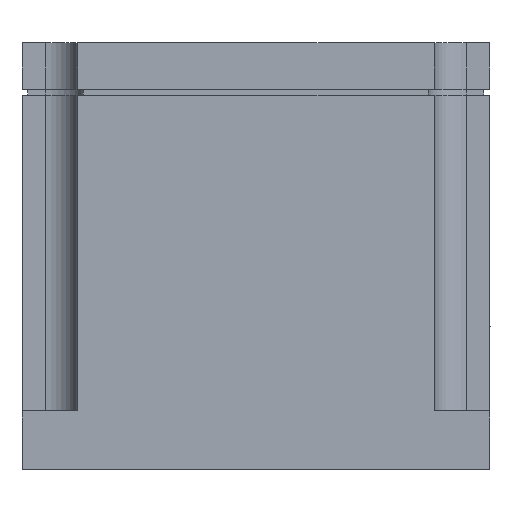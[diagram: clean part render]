
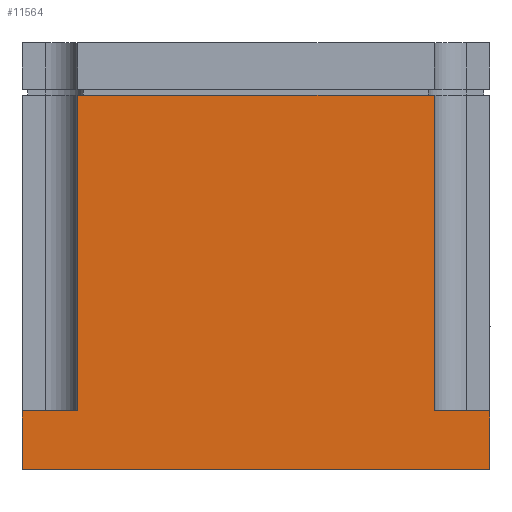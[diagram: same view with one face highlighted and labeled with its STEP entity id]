
A CAD part, left-side view. The second image highlights one B-rep face of the part: STEP entity #11564.
In plain terms, the highlighted planar face has unit normal (-1, 0, 0).
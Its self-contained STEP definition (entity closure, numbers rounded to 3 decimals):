
#1309 = EDGE_CURVE ( 'NONE', #21420, #31814, #21433, .T. ) ;
#1779 = EDGE_CURVE ( 'NONE', #11547, #10242, #22459, .T. ) ;
#1799 = VERTEX_POINT ( 'NONE', #15039 ) ;
#2034 = VERTEX_POINT ( 'NONE', #35473 ) ;
#3761 = CARTESIAN_POINT ( 'NONE',  ( 0., -4.75, 5. ) ) ;
#4155 = CARTESIAN_POINT ( 'NONE',  ( 0., -40., 0. ) ) ;
#4269 = CARTESIAN_POINT ( 'NONE',  ( 0., -35.25, 22. ) ) ;
#4661 = CARTESIAN_POINT ( 'NONE',  ( 0., -35.25, 5. ) ) ;
#5061 = LINE ( 'NONE', #17015, #9106 ) ;
#5581 = PLANE ( 'NONE',  #41036 ) ;
#5715 = DIRECTION ( 'NONE',  ( 0., 1., 0. ) ) ;
#5860 = EDGE_LOOP ( 'NONE', ( #14755, #11448, #15218, #27915, #26257, #40474, #28307, #21803 ) ) ;
#6196 = DIRECTION ( 'NONE',  ( 0., 0., 1. ) ) ;
#6898 = VERTEX_POINT ( 'NONE', #4155 ) ;
#7121 = DIRECTION ( 'NONE',  ( 0., -1., 0. ) ) ;
#7898 = EDGE_CURVE ( 'NONE', #1799, #11547, #30824, .T. ) ;
#8858 = VECTOR ( 'NONE', #6196, 1000. ) ;
#9106 = VECTOR ( 'NONE', #7121, 1000. ) ;
#9546 = CARTESIAN_POINT ( 'NONE',  ( 0., -4.75, 22. ) ) ;
#10242 = VERTEX_POINT ( 'NONE', #3761 ) ;
#10359 = DIRECTION ( 'NONE',  ( 0., 0., -1. ) ) ;
#11448 = ORIENTED_EDGE ( 'NONE', *, *, #38448, .F. ) ;
#11547 = VERTEX_POINT ( 'NONE', #40861 ) ;
#11564 = ADVANCED_FACE ( 'NONE', ( #13676 ), #5581, .F. ) ;
#11637 = VECTOR ( 'NONE', #37981, 1000. ) ;
#12298 = CARTESIAN_POINT ( 'NONE',  ( 0., 0., 22. ) ) ;
#12359 = DIRECTION ( 'NONE',  ( 0., -1., 0. ) ) ;
#12910 = CARTESIAN_POINT ( 'NONE',  ( 0., -4.75, 32. ) ) ;
#13676 = FACE_OUTER_BOUND ( 'NONE', #5860, .T. ) ;
#14710 = LINE ( 'NONE', #4269, #34146 ) ;
#14755 = ORIENTED_EDGE ( 'NONE', *, *, #1309, .F. ) ;
#15039 = CARTESIAN_POINT ( 'NONE',  ( 0., 0., 0. ) ) ;
#15218 = ORIENTED_EDGE ( 'NONE', *, *, #1779, .F. ) ;
#15647 = DIRECTION ( 'NONE',  ( 1., 0., 0. ) ) ;
#16004 = CARTESIAN_POINT ( 'NONE',  ( 0., 0., 22. ) ) ;
#16371 = CARTESIAN_POINT ( 'NONE',  ( 0., -40., 22. ) ) ;
#17015 = CARTESIAN_POINT ( 'NONE',  ( 0., 0., 0. ) ) ;
#17078 = DIRECTION ( 'NONE',  ( 0., -1., 0. ) ) ;
#17210 = CARTESIAN_POINT ( 'NONE',  ( 0., -4.75, 32. ) ) ;
#17975 = VECTOR ( 'NONE', #17078, 1000. ) ;
#21149 = EDGE_CURVE ( 'NONE', #31814, #38237, #14710, .T. ) ;
#21253 = EDGE_CURVE ( 'NONE', #38237, #2034, #38141, .T. ) ;
#21420 = VERTEX_POINT ( 'NONE', #12910 ) ;
#21433 = LINE ( 'NONE', #17210, #17975 ) ;
#21803 = ORIENTED_EDGE ( 'NONE', *, *, #21149, .F. ) ;
#22459 = LINE ( 'NONE', #37498, #29946 ) ;
#23357 = LINE ( 'NONE', #16371, #34337 ) ;
#23376 = EDGE_CURVE ( 'NONE', #1799, #6898, #5061, .T. ) ;
#26257 = ORIENTED_EDGE ( 'NONE', *, *, #23376, .T. ) ;
#27176 = VECTOR ( 'NONE', #12359, 1000. ) ;
#27743 = DIRECTION ( 'NONE',  ( 0., -1., 0. ) ) ;
#27915 = ORIENTED_EDGE ( 'NONE', *, *, #7898, .F. ) ;
#27966 = CARTESIAN_POINT ( 'NONE',  ( 0., 0., 5. ) ) ;
#28307 = ORIENTED_EDGE ( 'NONE', *, *, #21253, .F. ) ;
#29946 = VECTOR ( 'NONE', #27743, 1000. ) ;
#30078 = DIRECTION ( 'NONE',  ( 0., 0., -1. ) ) ;
#30320 = CARTESIAN_POINT ( 'NONE',  ( 0., -35.25, 32. ) ) ;
#30824 = LINE ( 'NONE', #16004, #8858 ) ;
#31814 = VERTEX_POINT ( 'NONE', #30320 ) ;
#32144 = EDGE_CURVE ( 'NONE', #2034, #6898, #23357, .T. ) ;
#32593 = LINE ( 'NONE', #9546, #11637 ) ;
#34146 = VECTOR ( 'NONE', #30078, 1000. ) ;
#34337 = VECTOR ( 'NONE', #10359, 1000. ) ;
#35473 = CARTESIAN_POINT ( 'NONE',  ( 0., -40., 5. ) ) ;
#37498 = CARTESIAN_POINT ( 'NONE',  ( 0., 0., 5. ) ) ;
#37981 = DIRECTION ( 'NONE',  ( 0., 0., 1. ) ) ;
#38141 = LINE ( 'NONE', #27966, #27176 ) ;
#38237 = VERTEX_POINT ( 'NONE', #4661 ) ;
#38448 = EDGE_CURVE ( 'NONE', #10242, #21420, #32593, .T. ) ;
#40474 = ORIENTED_EDGE ( 'NONE', *, *, #32144, .F. ) ;
#40861 = CARTESIAN_POINT ( 'NONE',  ( 0., 0., 5. ) ) ;
#41036 = AXIS2_PLACEMENT_3D ( 'NONE', #12298, #15647, #5715 ) ;
